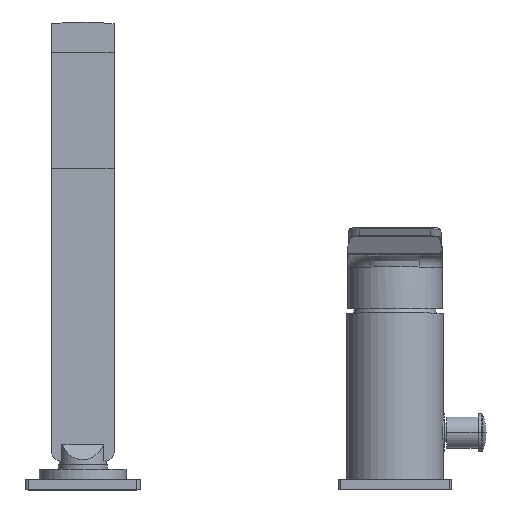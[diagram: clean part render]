
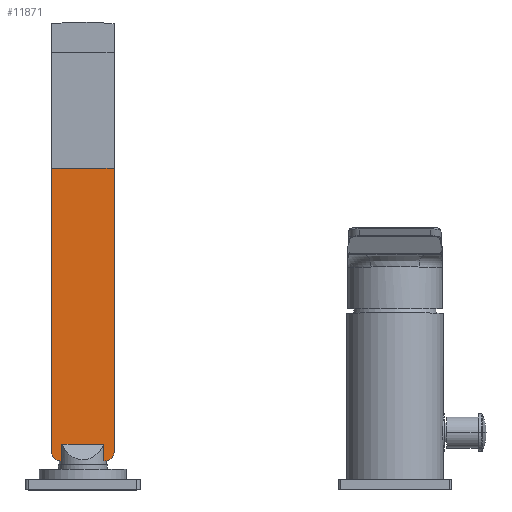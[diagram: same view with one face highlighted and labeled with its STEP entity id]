
A CAD part, top view. The second image highlights one B-rep face of the part: STEP entity #11871.
In plain terms, the highlighted planar face has unit normal (0, 0, 1).
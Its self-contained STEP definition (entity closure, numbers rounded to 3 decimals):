
#11233=DIRECTION('',(0.,-1.,0.));
#11234=VECTOR('',#11233,136.5);
#11235=CARTESIAN_POINT('',(-135.,149.5,5.));
#11236=LINE('',#11235,#11234);
#11237=CARTESIAN_POINT('',(-139.,13.,5.));
#11238=DIRECTION('',(0.,0.,-1.));
#11239=DIRECTION('',(1.,0.,0.));
#11240=AXIS2_PLACEMENT_3D('',#11237,#11238,#11239);
#11242=DIRECTION('',(0.,1.,0.));
#11243=VECTOR('',#11242,8.);
#11244=CARTESIAN_POINT('',(-139.922,9.,5.));
#11245=LINE('',#11244,#11243);
#11246=CARTESIAN_POINT('',(-161.,13.,5.));
#11247=DIRECTION('',(0.,0.,-1.));
#11248=DIRECTION('',(0.,-1.,0.));
#11249=AXIS2_PLACEMENT_3D('',#11246,#11247,#11248);
#11251=DIRECTION('',(0.,1.,0.));
#11252=VECTOR('',#11251,136.5);
#11253=CARTESIAN_POINT('',(-165.,13.,5.));
#11254=LINE('',#11253,#11252);
#11255=DIRECTION('',(1.,0.,0.));
#11256=VECTOR('',#11255,30.);
#11257=CARTESIAN_POINT('',(-165.,149.5,5.));
#11258=LINE('',#11257,#11256);
#11281=DIRECTION('',(0.,1.,0.));
#11282=VECTOR('',#11281,8.);
#11283=CARTESIAN_POINT('',(-160.078,9.,5.));
#11284=LINE('',#11283,#11282);
#11571=DIRECTION('',(1.,0.,0.));
#11572=VECTOR('',#11571,0.922);
#11573=CARTESIAN_POINT('',(-161.,9.,5.));
#11574=LINE('',#11573,#11572);
#11580=DIRECTION('',(1.,0.,0.));
#11581=VECTOR('',#11580,20.156);
#11582=CARTESIAN_POINT('',(-160.078,17.,5.));
#11583=LINE('',#11582,#11581);
#11593=DIRECTION('',(1.,0.,0.));
#11594=VECTOR('',#11593,0.922);
#11595=CARTESIAN_POINT('',(-139.922,9.,5.));
#11596=LINE('',#11595,#11594);
#11666=CARTESIAN_POINT('',(-161.,9.,5.));
#11668=VERTEX_POINT('',#11666);
#11673=CARTESIAN_POINT('',(-165.,13.,5.));
#11675=VERTEX_POINT('',#11673);
#11677=CARTESIAN_POINT('',(-160.078,9.,5.));
#11678=VERTEX_POINT('',#11677);
#11684=CARTESIAN_POINT('',(-139.,9.,5.));
#11686=VERTEX_POINT('',#11684);
#11689=CARTESIAN_POINT('',(-135.,13.,5.));
#11691=VERTEX_POINT('',#11689);
#11694=CARTESIAN_POINT('',(-139.922,9.,5.));
#11695=VERTEX_POINT('',#11694);
#11698=CARTESIAN_POINT('',(-165.,149.5,5.));
#11699=CARTESIAN_POINT('',(-135.,149.5,5.));
#11700=VERTEX_POINT('',#11698);
#11701=VERTEX_POINT('',#11699);
#11710=CARTESIAN_POINT('',(-160.078,17.,5.));
#11711=CARTESIAN_POINT('',(-139.922,17.,5.));
#11712=VERTEX_POINT('',#11710);
#11713=VERTEX_POINT('',#11711);
#11846=CARTESIAN_POINT('',(-162.539,13.,5.));
#11847=DIRECTION('',(0.,0.,-1.));
#11848=DIRECTION('',(-1.,0.,0.));
#11849=AXIS2_PLACEMENT_3D('',#11846,#11847,#11848);
#11850=PLANE('',#11849);
#11851=ORIENTED_EDGE('',*,*,#11762,.T.);
#11853=ORIENTED_EDGE('',*,*,#11852,.T.);
#11855=ORIENTED_EDGE('',*,*,#11854,.F.);
#11857=ORIENTED_EDGE('',*,*,#11856,.T.);
#11859=ORIENTED_EDGE('',*,*,#11858,.F.);
#11861=ORIENTED_EDGE('',*,*,#11860,.F.);
#11863=ORIENTED_EDGE('',*,*,#11862,.F.);
#11865=ORIENTED_EDGE('',*,*,#11864,.T.);
#11866=ORIENTED_EDGE('',*,*,#11822,.T.);
#11868=ORIENTED_EDGE('',*,*,#11867,.T.);
#11869=EDGE_LOOP('',(#11851,#11853,#11855,#11857,#11859,#11861,#11863,#11865,
#11866,#11868));
#11870=FACE_OUTER_BOUND('',#11869,.F.);
#11871=ADVANCED_FACE('',(#11870),#11850,.F.);
#11241=CIRCLE('',#11240,4.);
#11250=CIRCLE('',#11249,4.);
#11762=EDGE_CURVE('',#11701,#11691,#11236,.T.);
#11822=EDGE_CURVE('',#11675,#11700,#11254,.T.);
#11852=EDGE_CURVE('',#11691,#11686,#11241,.T.);
#11854=EDGE_CURVE('',#11695,#11686,#11596,.T.);
#11856=EDGE_CURVE('',#11695,#11713,#11245,.T.);
#11858=EDGE_CURVE('',#11712,#11713,#11583,.T.);
#11860=EDGE_CURVE('',#11678,#11712,#11284,.T.);
#11862=EDGE_CURVE('',#11668,#11678,#11574,.T.);
#11864=EDGE_CURVE('',#11668,#11675,#11250,.T.);
#11867=EDGE_CURVE('',#11700,#11701,#11258,.T.);
